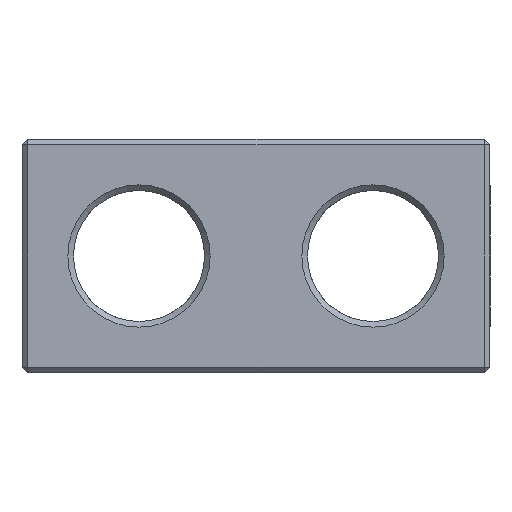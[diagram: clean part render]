
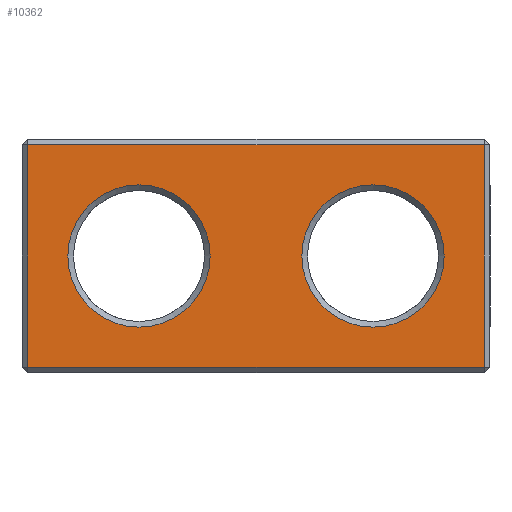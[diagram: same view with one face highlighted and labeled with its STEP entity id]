
A CAD part, left-side view. The second image highlights one B-rep face of the part: STEP entity #10362.
In plain terms, the highlighted planar face has unit normal (-1, 0, 0).
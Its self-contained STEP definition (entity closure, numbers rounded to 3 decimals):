
#1117 = PLANE('',#1118);
#1118 = AXIS2_PLACEMENT_3D('',#1119,#1120,#1121);
#1119 = CARTESIAN_POINT('',(-93.6,18.75,0.15));
#1120 = DIRECTION('',(-0.707,0.,
    -0.707));
#1121 = DIRECTION('',(0.,1.,0.));
#5016 = CONICAL_SURFACE('',#5017,3.5,0.785);
#5017 = AXIS2_PLACEMENT_3D('',#5018,#5019,#5020);
#5018 = CARTESIAN_POINT('',(-93.45,0.,6.25));
#5019 = DIRECTION('',(-1.,-0.,-0.));
#5020 = DIRECTION('',(0.,0.,1.));
#5939 = VERTEX_POINT('',#5940);
#5940 = CARTESIAN_POINT('',(-93.75,18.45,0.3));
#5961 = EDGE_CURVE('',#5939,#5962,#5964,.T.);
#5962 = VERTEX_POINT('',#5963);
#5963 = CARTESIAN_POINT('',(-93.75,-5.95,0.3));
#5964 = SURFACE_CURVE('',#5965,(#5969,#5976),.PCURVE_S1.);
#5965 = LINE('',#5966,#5967);
#5966 = CARTESIAN_POINT('',(-93.75,18.75,0.3));
#5967 = VECTOR('',#5968,1.);
#5968 = DIRECTION('',(0.,-1.,0.));
#5969 = PCURVE('',#1117,#5970);
#5970 = DEFINITIONAL_REPRESENTATION('',(#5971),#5975);
#5971 = LINE('',#5972,#5973);
#5972 = CARTESIAN_POINT('',(0.,-0.212));
#5973 = VECTOR('',#5974,1.);
#5974 = DIRECTION('',(-1.,0.));
#5975 = ( GEOMETRIC_REPRESENTATION_CONTEXT(2) 
PARAMETRIC_REPRESENTATION_CONTEXT() REPRESENTATION_CONTEXT('2D SPACE',''
  ) );
#5976 = PCURVE('',#5977,#5982);
#5977 = PLANE('',#5978);
#5978 = AXIS2_PLACEMENT_3D('',#5979,#5980,#5981);
#5979 = CARTESIAN_POINT('',(-93.75,18.75,0.));
#5980 = DIRECTION('',(1.,0.,0.));
#5981 = DIRECTION('',(0.,-1.,0.));
#5982 = DEFINITIONAL_REPRESENTATION('',(#5983),#5987);
#5983 = LINE('',#5984,#5985);
#5984 = CARTESIAN_POINT('',(0.,-0.3));
#5985 = VECTOR('',#5986,1.);
#5986 = DIRECTION('',(1.,0.));
#5987 = ( GEOMETRIC_REPRESENTATION_CONTEXT(2) 
PARAMETRIC_REPRESENTATION_CONTEXT() REPRESENTATION_CONTEXT('2D SPACE',''
  ) );
#8642 = CONICAL_SURFACE('',#8643,3.5,0.785);
#8643 = AXIS2_PLACEMENT_3D('',#8644,#8645,#8646);
#8644 = CARTESIAN_POINT('',(-93.45,12.5,6.25));
#8645 = DIRECTION('',(-1.,-0.,0.));
#8646 = DIRECTION('',(0.,0.,1.));
#8997 = VERTEX_POINT('',#8998);
#8998 = CARTESIAN_POINT('',(-93.75,0.,10.05)
  );
#9019 = EDGE_CURVE('',#8997,#8997,#9020,.T.);
#9020 = SURFACE_CURVE('',#9021,(#9026,#9033),.PCURVE_S1.);
#9021 = CIRCLE('',#9022,3.8);
#9022 = AXIS2_PLACEMENT_3D('',#9023,#9024,#9025);
#9023 = CARTESIAN_POINT('',(-93.75,0.,6.25));
#9024 = DIRECTION('',(-1.,0.,0.));
#9025 = DIRECTION('',(0.,0.,1.));
#9026 = PCURVE('',#5016,#9027);
#9027 = DEFINITIONAL_REPRESENTATION('',(#9028),#9032);
#9028 = LINE('',#9029,#9030);
#9029 = CARTESIAN_POINT('',(0.,0.3));
#9030 = VECTOR('',#9031,1.);
#9031 = DIRECTION('',(1.,0.));
#9032 = ( GEOMETRIC_REPRESENTATION_CONTEXT(2) 
PARAMETRIC_REPRESENTATION_CONTEXT() REPRESENTATION_CONTEXT('2D SPACE',''
  ) );
#9033 = PCURVE('',#5977,#9034);
#9034 = DEFINITIONAL_REPRESENTATION('',(#9035),#9043);
#9035 = ( BOUNDED_CURVE() B_SPLINE_CURVE(2,(#9036,#9037,#9038,#9039,
#9040,#9041,#9042),.UNSPECIFIED.,.T.,.F.) B_SPLINE_CURVE_WITH_KNOTS((1,2
    ,2,2,2,1),(-2.094,0.,2.094,4.189,
6.283,8.378),.UNSPECIFIED.) CURVE() 
GEOMETRIC_REPRESENTATION_ITEM() RATIONAL_B_SPLINE_CURVE((1.,0.5,1.,0.5,
1.,0.5,1.)) REPRESENTATION_ITEM('') );
#9036 = CARTESIAN_POINT('',(18.75,-10.05));
#9037 = CARTESIAN_POINT('',(12.168,-10.05));
#9038 = CARTESIAN_POINT('',(15.459,-4.35));
#9039 = CARTESIAN_POINT('',(18.75,1.35));
#9040 = CARTESIAN_POINT('',(22.041,-4.35));
#9041 = CARTESIAN_POINT('',(25.332,-10.05));
#9042 = CARTESIAN_POINT('',(18.75,-10.05));
#9043 = ( GEOMETRIC_REPRESENTATION_CONTEXT(2) 
PARAMETRIC_REPRESENTATION_CONTEXT() REPRESENTATION_CONTEXT('2D SPACE',''
  ) );
#9178 = PLANE('',#9179);
#9179 = AXIS2_PLACEMENT_3D('',#9180,#9181,#9182);
#9180 = CARTESIAN_POINT('',(-93.6,18.6,0.));
#9181 = DIRECTION('',(-0.707,0.707,0.)
  );
#9182 = DIRECTION('',(0.,0.,-1.));
#10060 = PLANE('',#10061);
#10061 = AXIS2_PLACEMENT_3D('',#10062,#10063,#10064);
#10062 = CARTESIAN_POINT('',(-93.6,-6.1,0.));
#10063 = DIRECTION('',(-0.707,-0.707,
    0.));
#10064 = DIRECTION('',(0.,0.,-1.));
#10362 = ADVANCED_FACE('',(#10363,#10438,#10468),#5977,.F.);
#10363 = FACE_BOUND('',#10364,.F.);
#10364 = EDGE_LOOP('',(#10365,#10395,#10416,#10417));
#10365 = ORIENTED_EDGE('',*,*,#10366,.T.);
#10366 = EDGE_CURVE('',#10367,#10369,#10371,.T.);
#10367 = VERTEX_POINT('',#10368);
#10368 = CARTESIAN_POINT('',(-93.75,18.45,12.2));
#10369 = VERTEX_POINT('',#10370);
#10370 = CARTESIAN_POINT('',(-93.75,-5.95,12.2));
#10371 = SURFACE_CURVE('',#10372,(#10376,#10383),.PCURVE_S1.);
#10372 = LINE('',#10373,#10374);
#10373 = CARTESIAN_POINT('',(-93.75,18.75,12.2));
#10374 = VECTOR('',#10375,1.);
#10375 = DIRECTION('',(0.,-1.,0.));
#10376 = PCURVE('',#5977,#10377);
#10377 = DEFINITIONAL_REPRESENTATION('',(#10378),#10382);
#10378 = LINE('',#10379,#10380);
#10379 = CARTESIAN_POINT('',(0.,-12.2));
#10380 = VECTOR('',#10381,1.);
#10381 = DIRECTION('',(1.,0.));
#10382 = ( GEOMETRIC_REPRESENTATION_CONTEXT(2) 
PARAMETRIC_REPRESENTATION_CONTEXT() REPRESENTATION_CONTEXT('2D SPACE',''
  ) );
#10383 = PCURVE('',#10384,#10389);
#10384 = PLANE('',#10385);
#10385 = AXIS2_PLACEMENT_3D('',#10386,#10387,#10388);
#10386 = CARTESIAN_POINT('',(-93.6,18.75,12.35));
#10387 = DIRECTION('',(0.707,0.,
    -0.707));
#10388 = DIRECTION('',(0.,1.,0.));
#10389 = DEFINITIONAL_REPRESENTATION('',(#10390),#10394);
#10390 = LINE('',#10391,#10392);
#10391 = CARTESIAN_POINT('',(0.,-0.212));
#10392 = VECTOR('',#10393,1.);
#10393 = DIRECTION('',(-1.,0.));
#10394 = ( GEOMETRIC_REPRESENTATION_CONTEXT(2) 
PARAMETRIC_REPRESENTATION_CONTEXT() REPRESENTATION_CONTEXT('2D SPACE',''
  ) );
#10395 = ORIENTED_EDGE('',*,*,#10396,.F.);
#10396 = EDGE_CURVE('',#5962,#10369,#10397,.T.);
#10397 = SURFACE_CURVE('',#10398,(#10402,#10409),.PCURVE_S1.);
#10398 = LINE('',#10399,#10400);
#10399 = CARTESIAN_POINT('',(-93.75,-5.95,0.));
#10400 = VECTOR('',#10401,1.);
#10401 = DIRECTION('',(0.,0.,1.));
#10402 = PCURVE('',#5977,#10403);
#10403 = DEFINITIONAL_REPRESENTATION('',(#10404),#10408);
#10404 = LINE('',#10405,#10406);
#10405 = CARTESIAN_POINT('',(24.7,0.));
#10406 = VECTOR('',#10407,1.);
#10407 = DIRECTION('',(0.,-1.));
#10408 = ( GEOMETRIC_REPRESENTATION_CONTEXT(2) 
PARAMETRIC_REPRESENTATION_CONTEXT() REPRESENTATION_CONTEXT('2D SPACE',''
  ) );
#10409 = PCURVE('',#10060,#10410);
#10410 = DEFINITIONAL_REPRESENTATION('',(#10411),#10415);
#10411 = LINE('',#10412,#10413);
#10412 = CARTESIAN_POINT('',(0.,-0.212));
#10413 = VECTOR('',#10414,1.);
#10414 = DIRECTION('',(-1.,0.));
#10415 = ( GEOMETRIC_REPRESENTATION_CONTEXT(2) 
PARAMETRIC_REPRESENTATION_CONTEXT() REPRESENTATION_CONTEXT('2D SPACE',''
  ) );
#10416 = ORIENTED_EDGE('',*,*,#5961,.F.);
#10417 = ORIENTED_EDGE('',*,*,#10418,.T.);
#10418 = EDGE_CURVE('',#5939,#10367,#10419,.T.);
#10419 = SURFACE_CURVE('',#10420,(#10424,#10431),.PCURVE_S1.);
#10420 = LINE('',#10421,#10422);
#10421 = CARTESIAN_POINT('',(-93.75,18.45,0.));
#10422 = VECTOR('',#10423,1.);
#10423 = DIRECTION('',(0.,0.,1.));
#10424 = PCURVE('',#5977,#10425);
#10425 = DEFINITIONAL_REPRESENTATION('',(#10426),#10430);
#10426 = LINE('',#10427,#10428);
#10427 = CARTESIAN_POINT('',(0.3,0.));
#10428 = VECTOR('',#10429,1.);
#10429 = DIRECTION('',(0.,-1.));
#10430 = ( GEOMETRIC_REPRESENTATION_CONTEXT(2) 
PARAMETRIC_REPRESENTATION_CONTEXT() REPRESENTATION_CONTEXT('2D SPACE',''
  ) );
#10431 = PCURVE('',#9178,#10432);
#10432 = DEFINITIONAL_REPRESENTATION('',(#10433),#10437);
#10433 = LINE('',#10434,#10435);
#10434 = CARTESIAN_POINT('',(0.,0.212));
#10435 = VECTOR('',#10436,1.);
#10436 = DIRECTION('',(-1.,0.));
#10437 = ( GEOMETRIC_REPRESENTATION_CONTEXT(2) 
PARAMETRIC_REPRESENTATION_CONTEXT() REPRESENTATION_CONTEXT('2D SPACE',''
  ) );
#10438 = FACE_BOUND('',#10439,.F.);
#10439 = EDGE_LOOP('',(#10440));
#10440 = ORIENTED_EDGE('',*,*,#10441,.T.);
#10441 = EDGE_CURVE('',#10442,#10442,#10444,.T.);
#10442 = VERTEX_POINT('',#10443);
#10443 = CARTESIAN_POINT('',(-93.75,12.5,10.05));
#10444 = SURFACE_CURVE('',#10445,(#10450,#10461),.PCURVE_S1.);
#10445 = CIRCLE('',#10446,3.8);
#10446 = AXIS2_PLACEMENT_3D('',#10447,#10448,#10449);
#10447 = CARTESIAN_POINT('',(-93.75,12.5,6.25));
#10448 = DIRECTION('',(-1.,0.,0.));
#10449 = DIRECTION('',(0.,0.,1.));
#10450 = PCURVE('',#5977,#10451);
#10451 = DEFINITIONAL_REPRESENTATION('',(#10452),#10460);
#10452 = ( BOUNDED_CURVE() B_SPLINE_CURVE(2,(#10453,#10454,#10455,#10456
    ,#10457,#10458,#10459),.UNSPECIFIED.,.T.,.F.) 
B_SPLINE_CURVE_WITH_KNOTS((1,2,2,2,2,1),(-2.094,0.,
    2.094,4.189,6.283,8.378),
.UNSPECIFIED.) CURVE() GEOMETRIC_REPRESENTATION_ITEM() 
RATIONAL_B_SPLINE_CURVE((1.,0.5,1.,0.5,1.,0.5,1.)) REPRESENTATION_ITEM(
  '') );
#10453 = CARTESIAN_POINT('',(6.25,-10.05));
#10454 = CARTESIAN_POINT('',(-0.332,-10.05));
#10455 = CARTESIAN_POINT('',(2.959,-4.35));
#10456 = CARTESIAN_POINT('',(6.25,1.35));
#10457 = CARTESIAN_POINT('',(9.541,-4.35));
#10458 = CARTESIAN_POINT('',(12.832,-10.05));
#10459 = CARTESIAN_POINT('',(6.25,-10.05));
#10460 = ( GEOMETRIC_REPRESENTATION_CONTEXT(2) 
PARAMETRIC_REPRESENTATION_CONTEXT() REPRESENTATION_CONTEXT('2D SPACE',''
  ) );
#10461 = PCURVE('',#8642,#10462);
#10462 = DEFINITIONAL_REPRESENTATION('',(#10463),#10467);
#10463 = LINE('',#10464,#10465);
#10464 = CARTESIAN_POINT('',(0.,0.3));
#10465 = VECTOR('',#10466,1.);
#10466 = DIRECTION('',(1.,0.));
#10467 = ( GEOMETRIC_REPRESENTATION_CONTEXT(2) 
PARAMETRIC_REPRESENTATION_CONTEXT() REPRESENTATION_CONTEXT('2D SPACE',''
  ) );
#10468 = FACE_BOUND('',#10469,.F.);
#10469 = EDGE_LOOP('',(#10470));
#10470 = ORIENTED_EDGE('',*,*,#9019,.T.);
